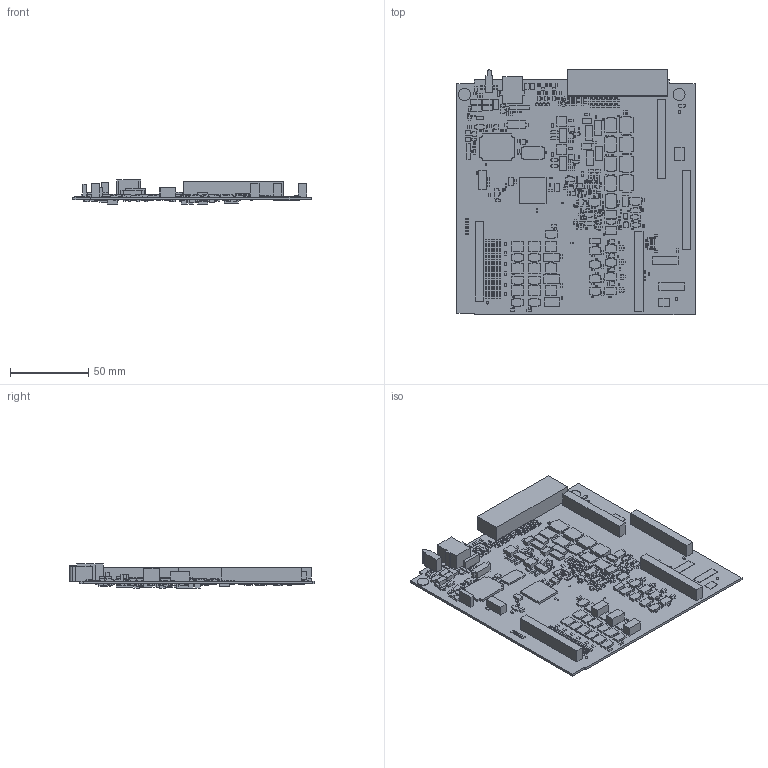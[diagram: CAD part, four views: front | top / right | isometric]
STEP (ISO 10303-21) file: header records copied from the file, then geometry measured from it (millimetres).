
FILE_DESCRIPTION (( 'STEP AP214' ), '1' );
FILE_NAME ('153862B.STEP', '2017-03-24T16:07:12', ( 'no' ), ( 'Microsoft' ), 'SwSTEP 2.0', 'SolidWorks 2012', '' );
FILE_SCHEMA (( 'AUTOMOTIVE_DESIGN' ));
Length unit declared in the file: millimetre
Products named in the file (1): 153862B
Bounding box: 152.4 x 157.4 x 15.37 mm (x, y, z)
Volume: 70610 mm3; surface area: 79764 mm2
Topology: 716 solids, 716 shells, 5218 faces, 11358 edges, 7572 vertices
Faces by surface type: plane 5157, cylinder 61
Entity records: 203251 total; most frequent: CARTESIAN_POINT 24149, ORIENTED_EDGE 22716, DIRECTION 21918, EDGE_CURVE 11358, VECTOR 11236, LINE 11236, VERTEX_POINT 7572, UNCERTAINTY_MEASURE_WITH_UNIT 5936
